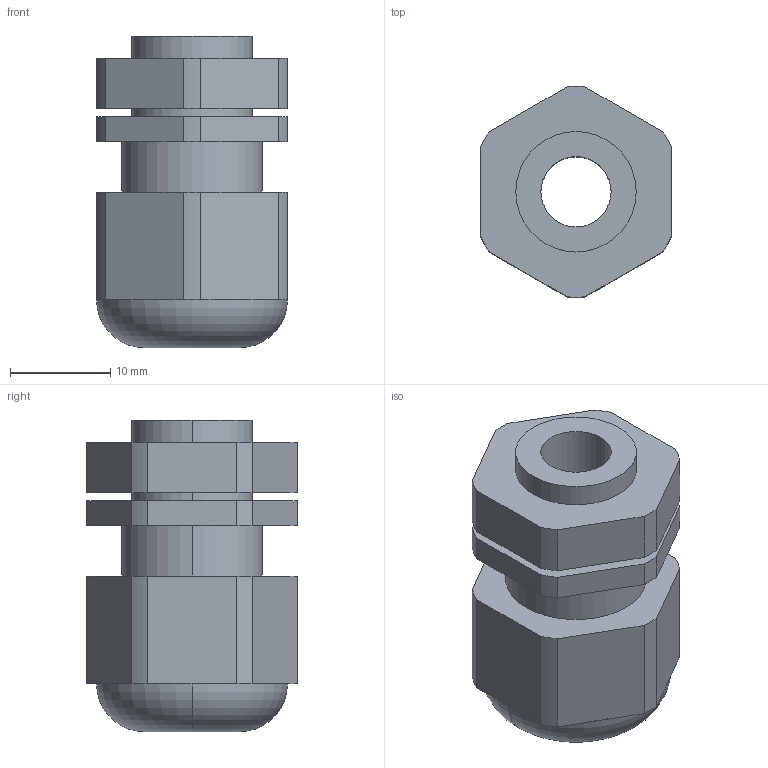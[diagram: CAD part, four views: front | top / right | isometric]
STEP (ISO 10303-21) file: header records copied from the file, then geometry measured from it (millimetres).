
FILE_DESCRIPTION (( 'STEP AP203' ), '1' );
FILE_NAME ('IEK_PG9.STEP', '2017-02-20T22:18:36', ( '' ), ( '' ), 'SwSTEP 2.0', 'SolidWorks 2016', '' );
FILE_SCHEMA (( 'CONFIG_CONTROL_DESIGN' ));
Length unit declared in the file: millimetre
Products named in the file (1): IEK_PG9
Bounding box: 19 x 20.99 x 31 mm (x, y, z)
Volume: 6667.7 mm3; surface area: 3588.6 mm2
Topology: 1 solids, 1 shells, 59 faces, 148 edges, 96 vertices
Faces by surface type: plane 31, cylinder 26, torus 2
Entity records: 1861 total; most frequent: DIRECTION 330, CARTESIAN_POINT 304, ORIENTED_EDGE 296, EDGE_CURVE 148, AXIS2_PLACEMENT_3D 122, VERTEX_POINT 96, LINE 86, VECTOR 86
